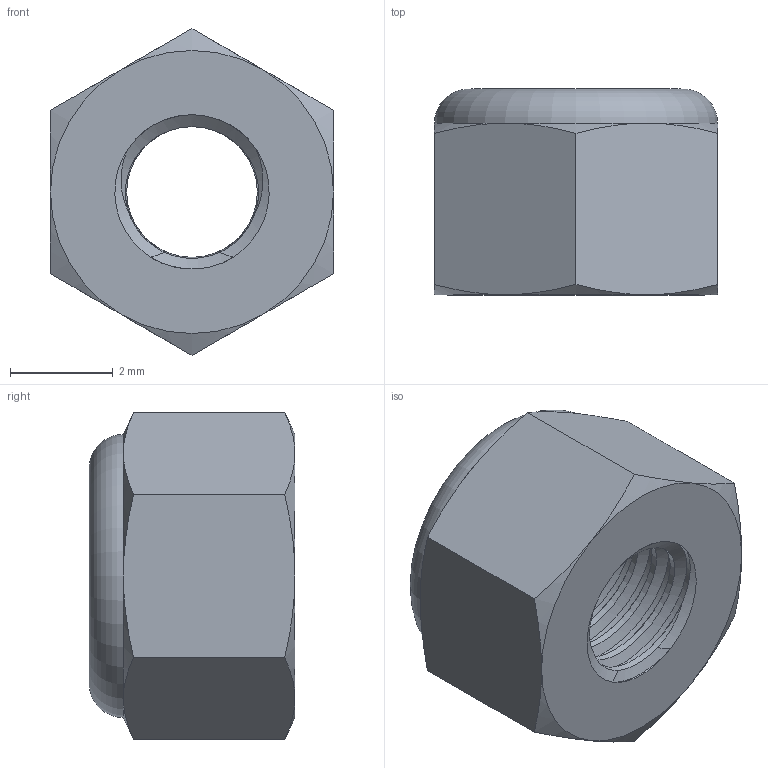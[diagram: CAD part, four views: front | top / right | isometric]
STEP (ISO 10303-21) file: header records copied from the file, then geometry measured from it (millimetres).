
FILE_DESCRIPTION(/* description */ (''),/* implementation_level */ '2;1');
FILE_NAME(/* name */ 'M3 Lock Nut.step',/* time_stamp */ '2018-06-29T23:22:30+02:00',/* author */ ('boelle'),/* organization */ (''),/* preprocessor_version */ 'ST-DEVELOPER v17',/* originating_system */ 'Autodesk Translation Framework v7.1.0.215',/* authorisation */ '');
FILE_SCHEMA (('AUTOMOTIVE_DESIGN { 1 0 10303 214 3 1 1 }'));
Length unit declared in the file: millimetre
Products named in the file (2): M3 Lock Nut; 90576A102
Assembly tree (1 placements, depth 2):
  M3 Lock Nut
    90576A102
Bounding box: 5.5 x 4 x 6.35 mm (x, y, z)
Volume: 74.3 mm3; surface area: 217.2 mm2
Topology: 2 solids, 2 shells, 63 faces, 164 edges, 107 vertices
Faces by surface type: cone 30, cylinder 18, plane 12, torus 3
Full cylindrical faces by diameter (mm): 2.538 x1, 2.594 x6, 3 x5, 3.352 x1
Entity records: 2440 total; most frequent: CARTESIAN_POINT 878, ORIENTED_EDGE 328, DIRECTION 319, EDGE_CURVE 164, AXIS2_PLACEMENT_3D 144, VERTEX_POINT 107, EDGE_LOOP 69, CIRCLE 69
